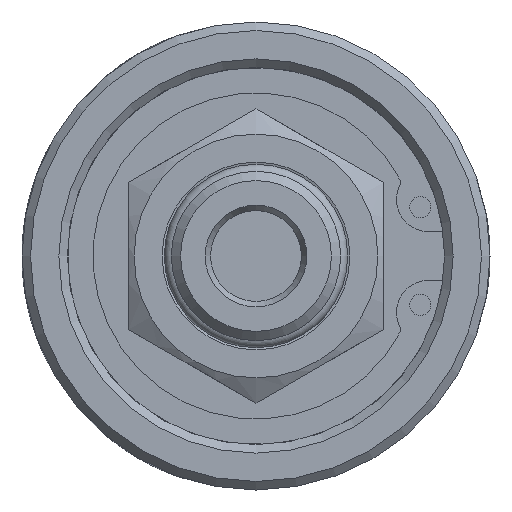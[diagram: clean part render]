
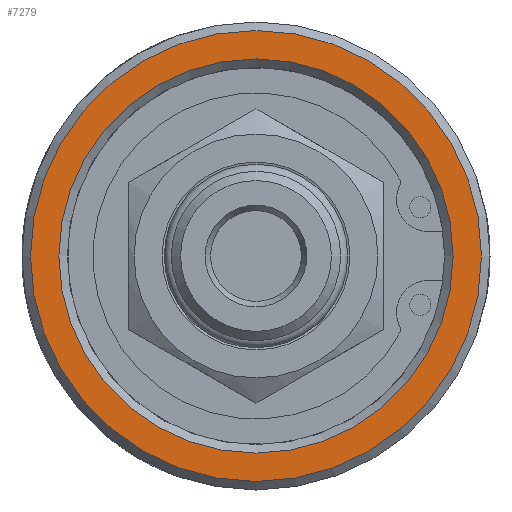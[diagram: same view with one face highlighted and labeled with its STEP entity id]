
A CAD part, left-side view. The second image highlights one B-rep face of the part: STEP entity #7279.
In plain terms, the highlighted planar face has unit normal (-1, 0, 0).
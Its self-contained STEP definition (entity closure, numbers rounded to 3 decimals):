
#323=FACE_BOUND('',#2405,.T.);
#1235=PLANE('',#7744);
#1959=FACE_OUTER_BOUND('',#2404,.T.);
#2404=EDGE_LOOP('',(#6269));
#2405=EDGE_LOOP('',(#6270));
#2700=CIRCLE('',#7743,18.438);
#2701=CIRCLE('',#7745,21.09);
#3389=VERTEX_POINT('',#54602);
#3390=VERTEX_POINT('',#54606);
#4391=EDGE_CURVE('',#3389,#3389,#2700,.T.);
#4392=EDGE_CURVE('',#3390,#3390,#2701,.T.);
#6269=ORIENTED_EDGE('',*,*,#4392,.F.);
#6270=ORIENTED_EDGE('',*,*,#4391,.F.);
#7279=ADVANCED_FACE('',(#1959,#323),#1235,.T.);
#7743=AXIS2_PLACEMENT_3D('',#54604,#8975,#8976);
#7744=AXIS2_PLACEMENT_3D('',#54605,#8977,#8978);
#7745=AXIS2_PLACEMENT_3D('',#54607,#8979,#8980);
#8975=DIRECTION('center_axis',(-1.,0.,0.));
#8976=DIRECTION('ref_axis',(0.,-1.,0.));
#8977=DIRECTION('center_axis',(-1.,0.,0.));
#8978=DIRECTION('ref_axis',(0.,0.,1.));
#8979=DIRECTION('center_axis',(1.,0.,0.));
#8980=DIRECTION('ref_axis',(0.,-1.,0.));
#54602=CARTESIAN_POINT('',(0.,18.438,0.));
#54604=CARTESIAN_POINT('Origin',(0.,0.,0.));
#54605=CARTESIAN_POINT('Origin',(0.,10.945,0.));
#54606=CARTESIAN_POINT('',(0.,21.09,0.));
#54607=CARTESIAN_POINT('Origin',(0.,0.,0.));
